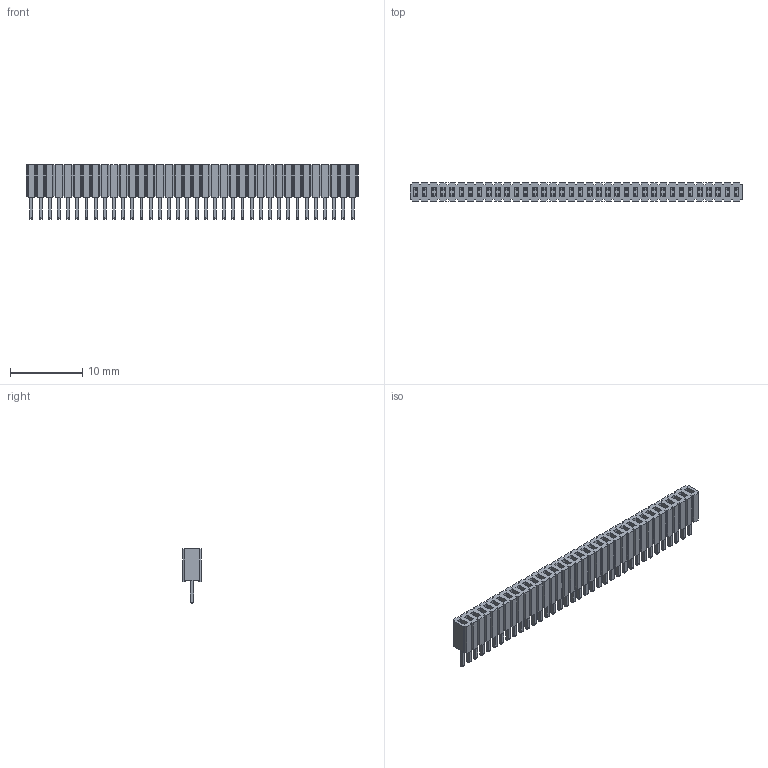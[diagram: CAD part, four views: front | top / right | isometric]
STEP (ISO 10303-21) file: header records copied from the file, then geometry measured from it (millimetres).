
FILE_DESCRIPTION(('FreeCAD Model'),'2;1');
FILE_NAME('Open CASCADE Shape Model','2025-01-08T13:24:41',(''),(''), 'Open CASCADE STEP processor 7.8','FreeCAD','Unknown');
FILE_SCHEMA(('AUTOMOTIVE_DESIGN { 1 0 10303 214 1 1 1 1 }'));
Length unit declared in the file: millimetre
Products named in the file (2): SLM-136-01-S_socket; C-29-01-36-S
Bounding box: 45.95 x 2.54 x 7.49 mm (x, y, z)
Volume: 438.7 mm3; surface area: 1992.2 mm2
Topology: 2 solids, 2 shells, 1312 faces, 3564 edges, 2328 vertices
Faces by surface type: plane 1276, cylinder 36
Entity records: 40368 total; most frequent: CARTESIAN_POINT 7205, ORIENTED_EDGE 7128, DIRECTION 6262, EDGE_CURVE 3564, LINE 3492, VECTOR 3492, VERTEX_POINT 2328, AXIS2_PLACEMENT_3D 1385
